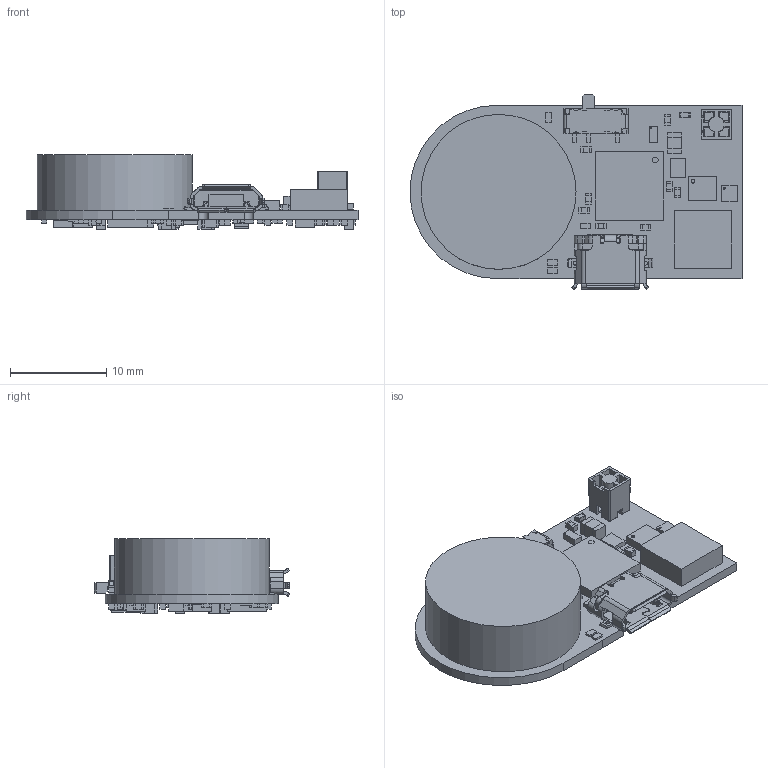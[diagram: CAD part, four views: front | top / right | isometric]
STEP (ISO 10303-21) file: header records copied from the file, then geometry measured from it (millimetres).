
FILE_DESCRIPTION(('Open CASCADE Model'),'2;1');
FILE_NAME('Open CASCADE Shape Model','2023-06-18T17:43:16',('Author'),( 'Open CASCADE'),'Open CASCADE STEP processor 7.5','Open CASCADE 7.5' ,'Unknown');
FILE_SCHEMA(('AUTOMOTIVE_DESIGN { 1 0 10303 214 1 1 1 1 }'));
Length unit declared in the file: millimetre
Products named in the file (223): PCB; Board; Open CASCADE STEP translator 7.5 1.1.1; L2; 6278999248; Extruded; 6278999088; D2; 6283528848; D1; IC7; 6228752016; Body; PinsArrayLR; R20; 6278998848; 6278998688; R4; 6278998208; 6278998048; R22; T1; 6283520448; R6; R5; LED2; 6283518768; LED1; R24; R23; C43; 6278996688; 6278996208; C44; IC12; 6283517328; R3; R2; C11; 6278997088 ...
Assembly tree (468 placements, depth 5):
  PCB
    Board
      Open CASCADE STEP translator 7.5 1.1.1
    L2
      6278999248  x2
        Extruded
      6278999088
        Extruded
    D2
      6283528848
        Extruded
    D1
      6283528848
        Extruded
    IC7
      6228752016
        Body
        PinsArrayLR
    R20
      6278998848  x2
        Extruded
      6278998688
        Extruded
    R4
      6278998208  x2
        Extruded
      6278998048
        Extruded
    R22
      6278998208  x2
        Extruded
      6278998048
        Extruded
    T1
      6283520448
        Extruded
    R6
      6278998848  x2
        Extruded
      6278998688
        Extruded
    R5
      6278998848  x2
        Extruded
      6278998688
        Extruded
    LED2
      6283518768
        Extruded
    LED1
      6283518768
        Extruded
    R24
      6278998848  x2
        Extruded
      6278998688
        Extruded
    R23
      6278998848  x2
        Extruded
Bounding box: 34.5 x 20.29 x 7.74 mm (x, y, z)
Volume: 2047.4 mm3; surface area: 3308.8 mm2
Topology: 308 solids, 338 shells, 2584 faces, 5894 edges, 3914 vertices
Faces by surface type: plane 2029, bspline 428, cylinder 85, sphere 28, cone 11, torus 3
Full cylindrical faces by diameter (mm): 0.113 x1, 0.188 x1, 0.194 x1, 0.2 x1, 0.25 x1, 0.263 x2, 0.312 x1, 0.375 x1, 16.1 x1
Entity records: 41662 total; most frequent: CARTESIAN_POINT 11246, ORIENTED_EDGE 5734, DIRECTION 4136, EDGE_CURVE 2877, VERTEX_POINT 1853, LINE 1420, VECTOR 1420, AXIS2_PLACEMENT_3D 1358
